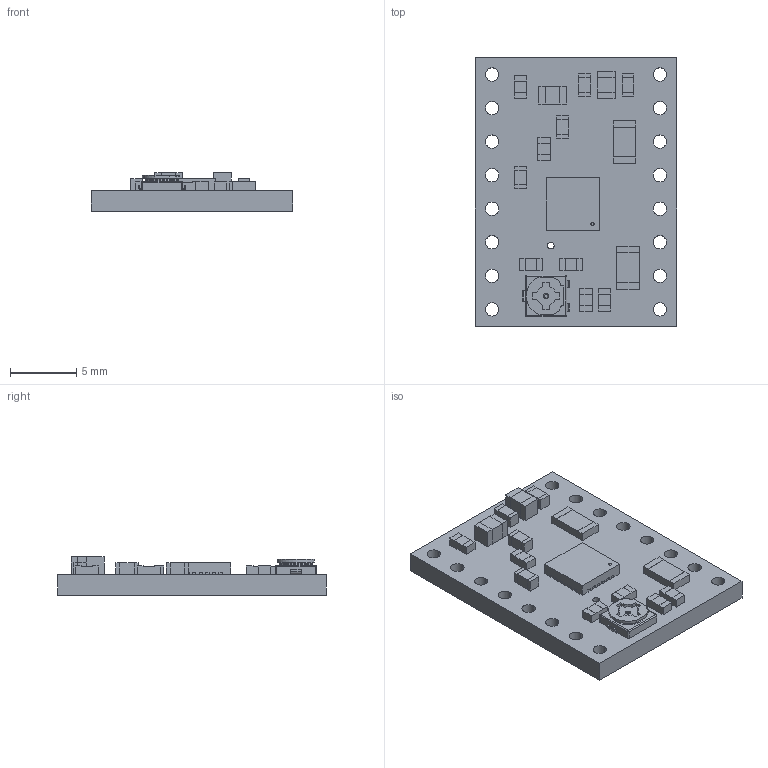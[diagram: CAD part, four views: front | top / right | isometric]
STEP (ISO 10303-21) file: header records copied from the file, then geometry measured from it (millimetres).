
FILE_DESCRIPTION (( 'STEP AP214' ), '1' );
FILE_NAME ('drv8834-low-voltage-stepper-motor-driver-carrier.step', '2016-11-01T18:49:36', ( '' ), ( '' ), 'SwSTEP 2.0', 'SolidWorks 2016', '' );
FILE_SCHEMA (( 'AUTOMOTIVE_DESIGN' ));
Length unit declared in the file: millimetre
Products named in the file (1): drv8834-low-voltage-stepper-motor-driver-carrier
Bounding box: 15.24 x 20.32 x 2.92 mm (x, y, z)
Volume: 515.4 mm3; surface area: 893.6 mm2
Topology: 1 solids, 1 shells, 708 faces, 1914 edges, 1260 vertices
Faces by surface type: plane 486, bspline 151, cylinder 61, torus 6, sphere 4
Entity records: 35008 total; most frequent: CARTESIAN_POINT 10318, ORIENTED_EDGE 3820, DIRECTION 2822, EDGE_CURVE 1910, LINE 1438, VECTOR 1438, VERTEX_POINT 1260, EDGE_LOOP 798
